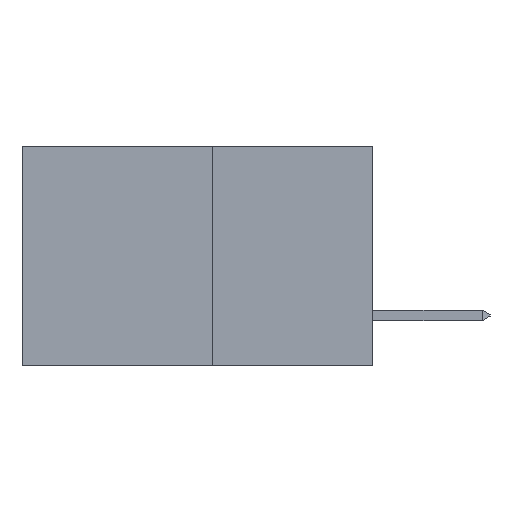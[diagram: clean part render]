
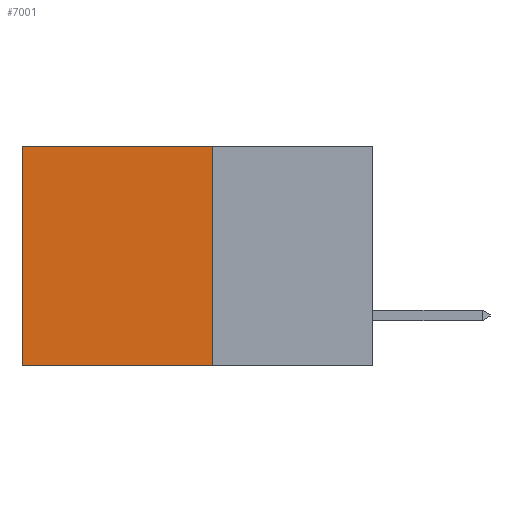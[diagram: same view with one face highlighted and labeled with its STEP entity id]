
A CAD part, left-side view. The second image highlights one B-rep face of the part: STEP entity #7001.
In plain terms, the highlighted planar face has unit normal (-1, 0, 0).
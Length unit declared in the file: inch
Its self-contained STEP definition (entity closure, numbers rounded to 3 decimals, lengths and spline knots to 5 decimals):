
#807 = CARTESIAN_POINT ( 'NONE',  ( 0.277, 0.27, 0. ) ) ;
#1529 = EDGE_CURVE ( 'NONE', #9661, #24715, #26665, .T. ) ;
#1564 = LINE ( 'NONE', #31023, #8135 ) ;
#2326 = PLANE ( 'NONE',  #30210 ) ;
#4012 = VERTEX_POINT ( 'NONE', #20318 ) ;
#4472 = CARTESIAN_POINT ( 'NONE',  ( 0.277, 0.27, -0.37 ) ) ;
#4796 = CARTESIAN_POINT ( 'NONE',  ( 0.277, 0.27, -0.37 ) ) ;
#5147 = ORIENTED_EDGE ( 'NONE', *, *, #9282, .F. ) ;
#5287 = ORIENTED_EDGE ( 'NONE', *, *, #24002, .F. ) ;
#5736 = VERTEX_POINT ( 'NONE', #16667 ) ;
#6164 = EDGE_LOOP ( 'NONE', ( #14593, #5147, #5287, #6268 ) ) ;
#6268 = ORIENTED_EDGE ( 'NONE', *, *, #1529, .T. ) ;
#6921 = DIRECTION ( 'NONE',  ( 0., 1., 0. ) ) ;
#7001 = ADVANCED_FACE ( 'NONE', ( #30184 ), #2326, .F. ) ;
#7262 = DIRECTION ( 'NONE',  ( 1., 0., 0. ) ) ;
#7689 = DIRECTION ( 'NONE',  ( 0., 1., 0. ) ) ;
#7979 = CARTESIAN_POINT ( 'NONE',  ( 0.277, 0.27, 0. ) ) ;
#8135 = VECTOR ( 'NONE', #16405, 39.37008 ) ;
#9282 = EDGE_CURVE ( 'NONE', #4012, #5736, #27348, .T. ) ;
#9661 = VERTEX_POINT ( 'NONE', #807 ) ;
#9959 = VECTOR ( 'NONE', #14966, 39.37008 ) ;
#10732 = LINE ( 'NONE', #24865, #9959 ) ;
#14593 = ORIENTED_EDGE ( 'NONE', *, *, #30204, .T. ) ;
#14966 = DIRECTION ( 'NONE',  ( 0., 0., -1. ) ) ;
#16405 = DIRECTION ( 'NONE',  ( 0., 0., -1. ) ) ;
#16667 = CARTESIAN_POINT ( 'NONE',  ( 0.277, 0.59, -0.37 ) ) ;
#17620 = CARTESIAN_POINT ( 'NONE',  ( 0.277, 0.59, 0. ) ) ;
#20318 = CARTESIAN_POINT ( 'NONE',  ( 0.277, 0.27, -0.37 ) ) ;
#23174 = VECTOR ( 'NONE', #6921, 39.37008 ) ;
#24002 = EDGE_CURVE ( 'NONE', #9661, #4012, #10732, .T. ) ;
#24450 = DIRECTION ( 'NONE',  ( 0., 0., -1. ) ) ;
#24715 = VERTEX_POINT ( 'NONE', #17620 ) ;
#24865 = CARTESIAN_POINT ( 'NONE',  ( 0.277, 0.27, -0.37 ) ) ;
#26665 = LINE ( 'NONE', #7979, #31566 ) ;
#27348 = LINE ( 'NONE', #4472, #23174 ) ;
#30184 = FACE_OUTER_BOUND ( 'NONE', #6164, .T. ) ;
#30204 = EDGE_CURVE ( 'NONE', #24715, #5736, #1564, .T. ) ;
#30210 = AXIS2_PLACEMENT_3D ( 'NONE', #4796, #7262, #24450 ) ;
#31023 = CARTESIAN_POINT ( 'NONE',  ( 0.277, 0.59, -0.37 ) ) ;
#31566 = VECTOR ( 'NONE', #7689, 39.37008 ) ;
